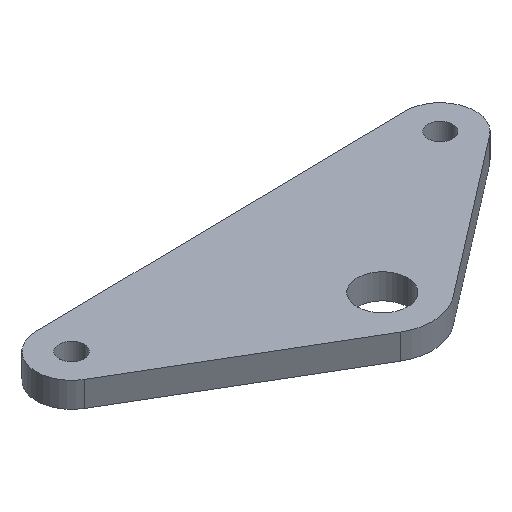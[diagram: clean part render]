
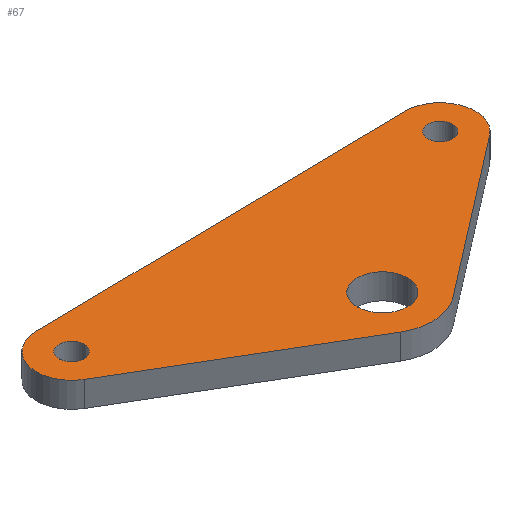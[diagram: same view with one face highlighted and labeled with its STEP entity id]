
A CAD part, isometric view. The second image highlights one B-rep face of the part: STEP entity #67.
In plain terms, the highlighted planar face has unit normal (0, 0, 1).
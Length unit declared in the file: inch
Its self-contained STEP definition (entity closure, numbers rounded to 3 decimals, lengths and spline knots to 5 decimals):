
#2 = VERTEX_POINT ( 'NONE', #528 ) ;
#8 = CARTESIAN_POINT ( 'NONE',  ( -2.40433, 1.03429, 0.25 ) ) ;
#9 = VERTEX_POINT ( 'NONE', #226 ) ;
#10 = AXIS2_PLACEMENT_3D ( 'NONE', #26, #31, #385 ) ;
#12 = EDGE_CURVE ( 'NONE', #470, #9, #335, .T. ) ;
#13 = ORIENTED_EDGE ( 'NONE', *, *, #468, .T. ) ;
#15 = DIRECTION ( 'NONE',  ( 0., 0., 1. ) ) ;
#18 = CARTESIAN_POINT ( 'NONE',  ( 0., 0., 0.25 ) ) ;
#26 = CARTESIAN_POINT ( 'NONE',  ( 1.67207, 1.09735, 0.25 ) ) ;
#27 = ORIENTED_EDGE ( 'NONE', *, *, #281, .F. ) ;
#28 = AXIS2_PLACEMENT_3D ( 'NONE', #404, #318, #41 ) ;
#29 = DIRECTION ( 'NONE',  ( 0., 0., 1. ) ) ;
#30 = ORIENTED_EDGE ( 'NONE', *, *, #175, .T. ) ;
#31 = DIRECTION ( 'NONE',  ( 0., 0., 1. ) ) ;
#32 = VERTEX_POINT ( 'NONE', #490 ) ;
#41 = DIRECTION ( 'NONE',  ( 1., 0., 0. ) ) ;
#43 = CARTESIAN_POINT ( 'NONE',  ( -1.92933, 1.03429, 0.25 ) ) ;
#58 = FACE_BOUND ( 'NONE', #72, .T. ) ;
#64 = AXIS2_PLACEMENT_3D ( 'NONE', #389, #341, #435 ) ;
#67 = ADVANCED_FACE ( 'NONE', ( #413, #203, #106, #58 ), #371, .T. ) ;
#69 = CARTESIAN_POINT ( 'NONE',  ( -2.05433, 1.03429, 0.25 ) ) ;
#72 = EDGE_LOOP ( 'NONE', ( #355, #443 ) ) ;
#80 = VERTEX_POINT ( 'NONE', #380 ) ;
#83 = CIRCLE ( 'NONE', #307, 0.25 ) ;
#106 = FACE_BOUND ( 'NONE', #206, .T. ) ;
#107 = EDGE_CURVE ( 'NONE', #395, #298, #127, .T. ) ;
#109 = AXIS2_PLACEMENT_3D ( 'NONE', #284, #153, #144 ) ;
#113 = VERTEX_POINT ( 'NONE', #150 ) ;
#127 = CIRCLE ( 'NONE', #346, 0.35 ) ;
#128 = DIRECTION ( 'NONE',  ( 1., 0., 0. ) ) ;
#142 = EDGE_CURVE ( 'NONE', #9, #470, #447, .T. ) ;
#144 = DIRECTION ( 'NONE',  ( 1., 0., 0. ) ) ;
#150 = CARTESIAN_POINT ( 'NONE',  ( -0.25349, -0.43098, 0.25 ) ) ;
#153 = DIRECTION ( 'NONE',  ( 0., 0., 1. ) ) ;
#155 = DIRECTION ( 'NONE',  ( 1., 0., 0. ) ) ;
#166 = AXIS2_PLACEMENT_3D ( 'NONE', #358, #531, #184 ) ;
#175 = EDGE_CURVE ( 'NONE', #113, #80, #418, .T. ) ;
#184 = DIRECTION ( 'NONE',  ( 1., 0., 0. ) ) ;
#193 = EDGE_CURVE ( 'NONE', #392, #2, #83, .T. ) ;
#200 = CARTESIAN_POINT ( 'NONE',  ( -2.05433, 1.03429, 0.25 ) ) ;
#203 = FACE_OUTER_BOUND ( 'NONE', #362, .T. ) ;
#206 = EDGE_LOOP ( 'NONE', ( #432, #27 ) ) ;
#214 = CARTESIAN_POINT ( 'NONE',  ( -2.23177, 0.7326, 0.25 ) ) ;
#221 = CARTESIAN_POINT ( 'NONE',  ( 1.67207, 1.09735, 0.25 ) ) ;
#225 = CARTESIAN_POINT ( 'NONE',  ( 1.54707, 1.09735, 0.25 ) ) ;
#226 = CARTESIAN_POINT ( 'NONE',  ( -2.17933, 1.03429, 0.25 ) ) ;
#230 = LINE ( 'NONE', #442, #430 ) ;
#235 = CIRCLE ( 'NONE', #444, 0.35 ) ;
#239 = CARTESIAN_POINT ( 'NONE',  ( -2.05433, 1.03429, 0.25 ) ) ;
#248 = EDGE_CURVE ( 'NONE', #451, #543, #476, .T. ) ;
#259 = CARTESIAN_POINT ( 'NONE',  ( 1.79707, 1.09735, 0.25 ) ) ;
#262 = EDGE_LOOP ( 'NONE', ( #434, #441 ) ) ;
#263 = VECTOR ( 'NONE', #393, 39.37008 ) ;
#274 = VERTEX_POINT ( 'NONE', #259 ) ;
#277 = EDGE_CURVE ( 'NONE', #543, #395, #493, .T. ) ;
#280 = CIRCLE ( 'NONE', #28, 0.125 ) ;
#281 = EDGE_CURVE ( 'NONE', #2, #392, #317, .T. ) ;
#282 = DIRECTION ( 'NONE',  ( 1., 0., 0. ) ) ;
#284 = CARTESIAN_POINT ( 'NONE',  ( -2.05433, 1.03429, 0.25 ) ) ;
#296 = DIRECTION ( 'NONE',  ( 0., 0., 1. ) ) ;
#298 = VERTEX_POINT ( 'NONE', #214 ) ;
#307 = AXIS2_PLACEMENT_3D ( 'NONE', #518, #296, #561 ) ;
#317 = CIRCLE ( 'NONE', #64, 0.25 ) ;
#318 = DIRECTION ( 'NONE',  ( 0., 0., 1. ) ) ;
#326 = EDGE_CURVE ( 'NONE', #80, #32, #433, .T. ) ;
#335 = CIRCLE ( 'NONE', #166, 0.125 ) ;
#337 = EDGE_CURVE ( 'NONE', #474, #274, #527, .T. ) ;
#341 = DIRECTION ( 'NONE',  ( 0., 0., 1. ) ) ;
#346 = AXIS2_PLACEMENT_3D ( 'NONE', #239, #15, #282 ) ;
#355 = ORIENTED_EDGE ( 'NONE', *, *, #142, .F. ) ;
#357 = CARTESIAN_POINT ( 'NONE',  ( 1.66615, 1.4473, 0.25 ) ) ;
#358 = CARTESIAN_POINT ( 'NONE',  ( -2.05433, 1.03429, 0.25 ) ) ;
#362 = EDGE_LOOP ( 'NONE', ( #399, #446, #13, #30, #426, #478, #449 ) ) ;
#371 = PLANE ( 'NONE',  #109 ) ;
#375 = VECTOR ( 'NONE', #552, 39.37008 ) ;
#376 = DIRECTION ( 'NONE',  ( 0., 0., 1. ) ) ;
#380 = CARTESIAN_POINT ( 'NONE',  ( 0.30492, -0.39626, 0.25 ) ) ;
#382 = DIRECTION ( 'NONE',  ( 0., 0., 1. ) ) ;
#385 = DIRECTION ( 'NONE',  ( 1., 0., 0. ) ) ;
#387 = EDGE_CURVE ( 'NONE', #274, #474, #280, .T. ) ;
#389 = CARTESIAN_POINT ( 'NONE',  ( 0., 0., 0.25 ) ) ;
#392 = VERTEX_POINT ( 'NONE', #491 ) ;
#393 = DIRECTION ( 'NONE',  ( 0.793, 0.61, 0. ) ) ;
#395 = VERTEX_POINT ( 'NONE', #8 ) ;
#399 = ORIENTED_EDGE ( 'NONE', *, *, #277, .T. ) ;
#404 = CARTESIAN_POINT ( 'NONE',  ( 1.67207, 1.09735, 0.25 ) ) ;
#413 = FACE_BOUND ( 'NONE', #262, .T. ) ;
#415 = DIRECTION ( 'NONE',  ( 1., 0., 0. ) ) ;
#418 = CIRCLE ( 'NONE', #472, 0.5 ) ;
#425 = CARTESIAN_POINT ( 'NONE',  ( 1.88551, 0.81997, 0.25 ) ) ;
#426 = ORIENTED_EDGE ( 'NONE', *, *, #326, .T. ) ;
#430 = VECTOR ( 'NONE', #494, 39.37008 ) ;
#432 = ORIENTED_EDGE ( 'NONE', *, *, #193, .F. ) ;
#433 = LINE ( 'NONE', #425, #263 ) ;
#434 = ORIENTED_EDGE ( 'NONE', *, *, #337, .F. ) ;
#435 = DIRECTION ( 'NONE',  ( 1., 0., 0. ) ) ;
#441 = ORIENTED_EDGE ( 'NONE', *, *, #387, .F. ) ;
#442 = CARTESIAN_POINT ( 'NONE',  ( -2.23177, 0.7326, 0.25 ) ) ;
#443 = ORIENTED_EDGE ( 'NONE', *, *, #12, .F. ) ;
#444 = AXIS2_PLACEMENT_3D ( 'NONE', #221, #526, #128 ) ;
#446 = ORIENTED_EDGE ( 'NONE', *, *, #107, .T. ) ;
#447 = CIRCLE ( 'NONE', #567, 0.125 ) ;
#449 = ORIENTED_EDGE ( 'NONE', *, *, #248, .T. ) ;
#451 = VERTEX_POINT ( 'NONE', #357 ) ;
#462 = EDGE_CURVE ( 'NONE', #32, #451, #235, .T. ) ;
#468 = EDGE_CURVE ( 'NONE', #298, #113, #230, .T. ) ;
#470 = VERTEX_POINT ( 'NONE', #43 ) ;
#472 = AXIS2_PLACEMENT_3D ( 'NONE', #18, #376, #155 ) ;
#474 = VERTEX_POINT ( 'NONE', #225 ) ;
#476 = LINE ( 'NONE', #554, #375 ) ;
#478 = ORIENTED_EDGE ( 'NONE', *, *, #462, .T. ) ;
#490 = CARTESIAN_POINT ( 'NONE',  ( 1.88551, 0.81997, 0.25 ) ) ;
#491 = CARTESIAN_POINT ( 'NONE',  ( -0.25, 0., 0.25 ) ) ;
#493 = CIRCLE ( 'NONE', #560, 0.35 ) ;
#494 = DIRECTION ( 'NONE',  ( 0.862, -0.507, 0. ) ) ;
#498 = CARTESIAN_POINT ( 'NONE',  ( -2.06025, 1.38424, 0.25 ) ) ;
#512 = DIRECTION ( 'NONE',  ( 1., 0., 0. ) ) ;
#518 = CARTESIAN_POINT ( 'NONE',  ( 0., 0., 0.25 ) ) ;
#526 = DIRECTION ( 'NONE',  ( 0., 0., 1. ) ) ;
#527 = CIRCLE ( 'NONE', #10, 0.125 ) ;
#528 = CARTESIAN_POINT ( 'NONE',  ( 0.25, 0., 0.25 ) ) ;
#531 = DIRECTION ( 'NONE',  ( 0., 0., 1. ) ) ;
#543 = VERTEX_POINT ( 'NONE', #498 ) ;
#552 = DIRECTION ( 'NONE',  ( -1., -0.017, 0. ) ) ;
#554 = CARTESIAN_POINT ( 'NONE',  ( -2.06025, 1.38424, 0.25 ) ) ;
#560 = AXIS2_PLACEMENT_3D ( 'NONE', #69, #29, #512 ) ;
#561 = DIRECTION ( 'NONE',  ( 1., 0., 0. ) ) ;
#567 = AXIS2_PLACEMENT_3D ( 'NONE', #200, #382, #415 ) ;
